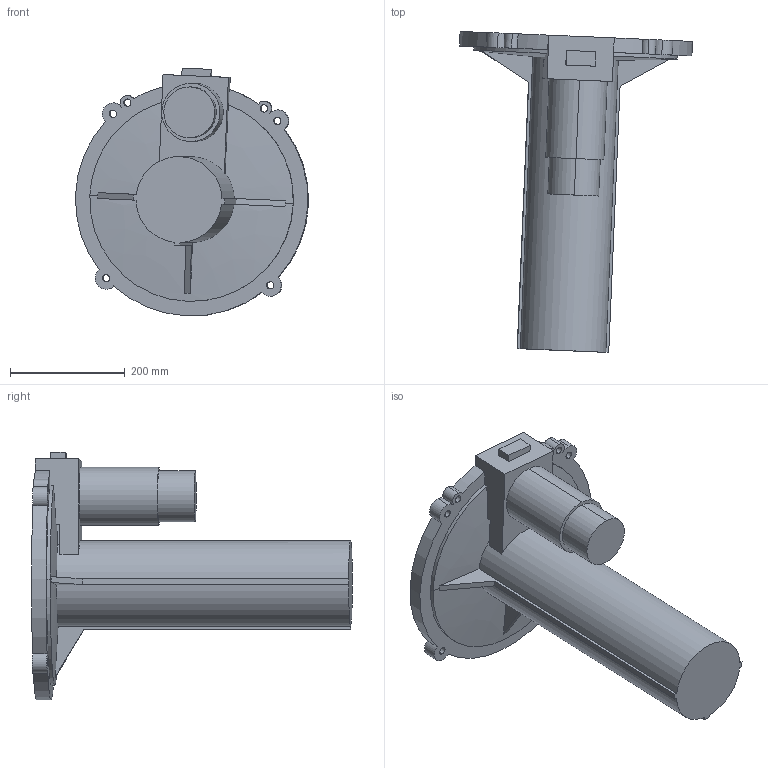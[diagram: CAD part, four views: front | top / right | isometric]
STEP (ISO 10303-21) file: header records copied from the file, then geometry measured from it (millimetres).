
FILE_DESCRIPTION (( 'STEP AP214' ), '1' );
FILE_NAME ('Part1.STEP', '2021-02-22T22:10:52', ( '' ), ( '' ), 'SwSTEP 2.0', 'SolidWorks 2019', '' );
FILE_SCHEMA (( 'AUTOMOTIVE_DESIGN' ));
Length unit declared in the file: inch
Products named in the file (1): Part1
Bounding box: 406.74 x 560.19 x 432.49 mm (x, y, z)
Volume: 15786733.2 mm3; surface area: 665789.8 mm2
Topology: 1 solids, 1 shells, 72 faces, 199 edges, 132 vertices
Faces by surface type: cylinder 37, plane 32, bspline 3
Entity records: 2427 total; most frequent: CARTESIAN_POINT 492, DIRECTION 398, ORIENTED_EDGE 398, EDGE_CURVE 199, AXIS2_PLACEMENT_3D 148, VERTEX_POINT 132, VECTOR 102, LINE 102
